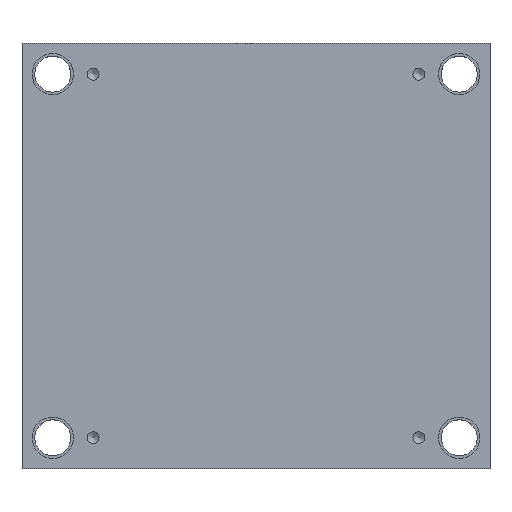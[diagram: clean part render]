
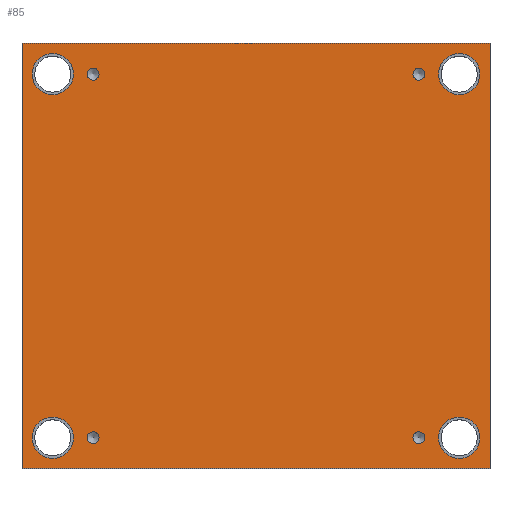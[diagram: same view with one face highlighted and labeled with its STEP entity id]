
A CAD part, top view. The second image highlights one B-rep face of the part: STEP entity #85.
In plain terms, the highlighted planar face has unit normal (0, 0, 1).
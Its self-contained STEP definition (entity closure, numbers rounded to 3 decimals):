
#85 = ADVANCED_FACE( '', ( #128, #129, #130, #131, #132, #133, #134, #135, #136 ), #137, .T. );
#128 = FACE_BOUND( '', #212, .T. );
#129 = FACE_BOUND( '', #213, .T. );
#130 = FACE_BOUND( '', #214, .T. );
#131 = FACE_BOUND( '', #215, .T. );
#132 = FACE_BOUND( '', #216, .T. );
#133 = FACE_BOUND( '', #217, .T. );
#134 = FACE_BOUND( '', #218, .T. );
#135 = FACE_BOUND( '', #219, .T. );
#136 = FACE_OUTER_BOUND( '', #220, .T. );
#137 = PLANE( '', #221 );
#212 = EDGE_LOOP( '', ( #327 ) );
#213 = EDGE_LOOP( '', ( #328 ) );
#214 = EDGE_LOOP( '', ( #329 ) );
#215 = EDGE_LOOP( '', ( #330 ) );
#216 = EDGE_LOOP( '', ( #331 ) );
#217 = EDGE_LOOP( '', ( #332 ) );
#218 = EDGE_LOOP( '', ( #333 ) );
#219 = EDGE_LOOP( '', ( #334 ) );
#220 = EDGE_LOOP( '', ( #335, #336, #337, #338 ) );
#221 = AXIS2_PLACEMENT_3D( '', #339, #340, #341 );
#327 = ORIENTED_EDGE( '', *, *, #433, .T. );
#328 = ORIENTED_EDGE( '', *, *, #448, .T. );
#329 = ORIENTED_EDGE( '', *, *, #449, .T. );
#330 = ORIENTED_EDGE( '', *, *, #450, .T. );
#331 = ORIENTED_EDGE( '', *, *, #451, .T. );
#332 = ORIENTED_EDGE( '', *, *, #452, .T. );
#333 = ORIENTED_EDGE( '', *, *, #453, .T. );
#334 = ORIENTED_EDGE( '', *, *, #454, .T. );
#335 = ORIENTED_EDGE( '', *, *, #429, .T. );
#336 = ORIENTED_EDGE( '', *, *, #438, .T. );
#337 = ORIENTED_EDGE( '', *, *, #441, .T. );
#338 = ORIENTED_EDGE( '', *, *, #443, .T. );
#339 = CARTESIAN_POINT( '', ( -272.85, 247.85, 96. ) );
#340 = DIRECTION( '', ( 0., 0., 1. ) );
#341 = DIRECTION( '', ( 1., 0., 0. ) );
#429 = EDGE_CURVE( '', #472, #470, #473, .T. );
#433 = EDGE_CURVE( '', #477, #477, #478, .T. );
#438 = EDGE_CURVE( '', #470, #483, #485, .T. );
#441 = EDGE_CURVE( '', #483, #488, #490, .T. );
#443 = EDGE_CURVE( '', #488, #472, #492, .T. );
#448 = EDGE_CURVE( '', #501, #501, #502, .T. );
#449 = EDGE_CURVE( '', #503, #503, #504, .T. );
#450 = EDGE_CURVE( '', #505, #505, #506, .T. );
#451 = EDGE_CURVE( '', #507, #507, #508, .T. );
#452 = EDGE_CURVE( '', #509, #509, #510, .T. );
#453 = EDGE_CURVE( '', #511, #511, #512, .T. );
#454 = EDGE_CURVE( '', #513, #513, #514, .T. );
#470 = VERTEX_POINT( '', #539 );
#472 = VERTEX_POINT( '', #542 );
#473 = LINE( '', #543, #544 );
#477 = VERTEX_POINT( '', #549 );
#478 = CIRCLE( '', #550, 7. );
#483 = VERTEX_POINT( '', #556 );
#485 = LINE( '', #559, #560 );
#488 = VERTEX_POINT( '', #564 );
#490 = LINE( '', #567, #568 );
#492 = LINE( '', #571, #572 );
#501 = VERTEX_POINT( '', #581 );
#502 = CIRCLE( '', #582, 7. );
#503 = VERTEX_POINT( '', #583 );
#504 = CIRCLE( '', #584, 7. );
#505 = VERTEX_POINT( '', #585 );
#506 = CIRCLE( '', #586, 7. );
#507 = VERTEX_POINT( '', #587 );
#508 = CIRCLE( '', #588, 24. );
#509 = VERTEX_POINT( '', #589 );
#510 = CIRCLE( '', #590, 24. );
#511 = VERTEX_POINT( '', #591 );
#512 = CIRCLE( '', #592, 24. );
#513 = VERTEX_POINT( '', #593 );
#514 = CIRCLE( '', #594, 24. );
#539 = CARTESIAN_POINT( '', ( -272.85, 247.85, 96. ) );
#542 = CARTESIAN_POINT( '', ( 272.85, 247.85, 96. ) );
#543 = CARTESIAN_POINT( '', ( 272.85, 247.85, 96. ) );
#544 = VECTOR( '', #617, 1000. );
#549 = CARTESIAN_POINT( '', ( -190., -219., 96. ) );
#550 = AXIS2_PLACEMENT_3D( '', #622, #623, #624 );
#556 = CARTESIAN_POINT( '', ( -272.85, -247.85, 96. ) );
#559 = CARTESIAN_POINT( '', ( -272.85, 247.85, 96. ) );
#560 = VECTOR( '', #630, 1000. );
#564 = CARTESIAN_POINT( '', ( 272.85, -247.85, 96. ) );
#567 = CARTESIAN_POINT( '', ( -272.85, -247.85, 96. ) );
#568 = VECTOR( '', #633, 1000. );
#571 = CARTESIAN_POINT( '', ( 272.85, -247.85, 96. ) );
#572 = VECTOR( '', #635, 1000. );
#581 = CARTESIAN_POINT( '', ( 190., -219., 96. ) );
#582 = AXIS2_PLACEMENT_3D( '', #648, #649, #650 );
#583 = CARTESIAN_POINT( '', ( 190., 205., 96. ) );
#584 = AXIS2_PLACEMENT_3D( '', #651, #652, #653 );
#585 = CARTESIAN_POINT( '', ( -190., 205., 96. ) );
#586 = AXIS2_PLACEMENT_3D( '', #654, #655, #656 );
#587 = CARTESIAN_POINT( '', ( 237., -236., 96. ) );
#588 = AXIS2_PLACEMENT_3D( '', #657, #658, #659 );
#589 = CARTESIAN_POINT( '', ( -237., -236., 96. ) );
#590 = AXIS2_PLACEMENT_3D( '', #660, #661, #662 );
#591 = CARTESIAN_POINT( '', ( -237., 188., 96. ) );
#592 = AXIS2_PLACEMENT_3D( '', #663, #664, #665 );
#593 = CARTESIAN_POINT( '', ( 237., 188., 96. ) );
#594 = AXIS2_PLACEMENT_3D( '', #666, #667, #668 );
#617 = DIRECTION( '', ( -1., 0., 0. ) );
#622 = CARTESIAN_POINT( '', ( -190., -212., 96. ) );
#623 = DIRECTION( '', ( 0., 0., -1. ) );
#624 = DIRECTION( '', ( 0., -1., 0. ) );
#630 = DIRECTION( '', ( 0., -1., 0. ) );
#633 = DIRECTION( '', ( 1., 0., 0. ) );
#635 = DIRECTION( '', ( 0., 1., 0. ) );
#648 = CARTESIAN_POINT( '', ( 190., -212., 96. ) );
#649 = DIRECTION( '', ( 0., 0., -1. ) );
#650 = DIRECTION( '', ( 0., -1., 0. ) );
#651 = CARTESIAN_POINT( '', ( 190., 212., 96. ) );
#652 = DIRECTION( '', ( 0., 0., -1. ) );
#653 = DIRECTION( '', ( 0., -1., 0. ) );
#654 = CARTESIAN_POINT( '', ( -190., 212., 96. ) );
#655 = DIRECTION( '', ( 0., 0., -1. ) );
#656 = DIRECTION( '', ( 0., -1., 0. ) );
#657 = CARTESIAN_POINT( '', ( 237., -212., 96. ) );
#658 = DIRECTION( '', ( 0., 0., -1. ) );
#659 = DIRECTION( '', ( 0., -1., 0. ) );
#660 = CARTESIAN_POINT( '', ( -237., -212., 96. ) );
#661 = DIRECTION( '', ( 0., 0., -1. ) );
#662 = DIRECTION( '', ( 0., -1., 0. ) );
#663 = CARTESIAN_POINT( '', ( -237., 212., 96. ) );
#664 = DIRECTION( '', ( 0., 0., -1. ) );
#665 = DIRECTION( '', ( 0., -1., 0. ) );
#666 = CARTESIAN_POINT( '', ( 237., 212., 96. ) );
#667 = DIRECTION( '', ( 0., 0., -1. ) );
#668 = DIRECTION( '', ( 0., -1., 0. ) );
